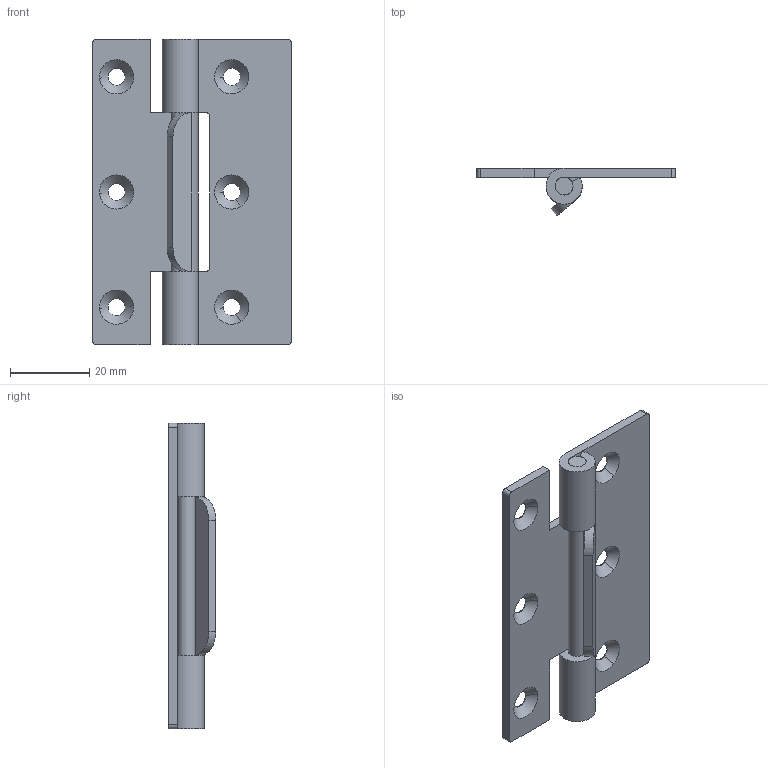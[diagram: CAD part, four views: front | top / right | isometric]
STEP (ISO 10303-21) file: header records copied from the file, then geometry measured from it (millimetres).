
FILE_DESCRIPTION((''),'2;1');
FILE_NAME('','2005-04-20T10:01:21',(''),(''),'','CADfix','');
FILE_SCHEMA(('AUTOMOTIVE_DESIGN'));
Length unit declared in the file: millimetre
Products named in the file (4): shaft; hinge piece_B; hinge piece_A; TH_7_14228_36
Assembly tree (3 placements, depth 2):
  TH_7_14228_36
    shaft
    hinge piece_B
    hinge piece_A
Bounding box: 50 x 11.99 x 77 mm (x, y, z)
Volume: 11100.4 mm3; surface area: 11227.8 mm2
Topology: 3 solids, 3 shells, 64 faces, 211 edges, 153 vertices
Faces by surface type: bspline 64
Entity records: 2611 total; most frequent: CARTESIAN_POINT 1384, ORIENTED_EDGE 422, EDGE_CURVE 211, VERTEX_POINT 153, QUASI_UNIFORM_CURVE 94, EDGE_LOOP 76, FACE_OUTER_BOUND 64, ADVANCED_FACE 64
